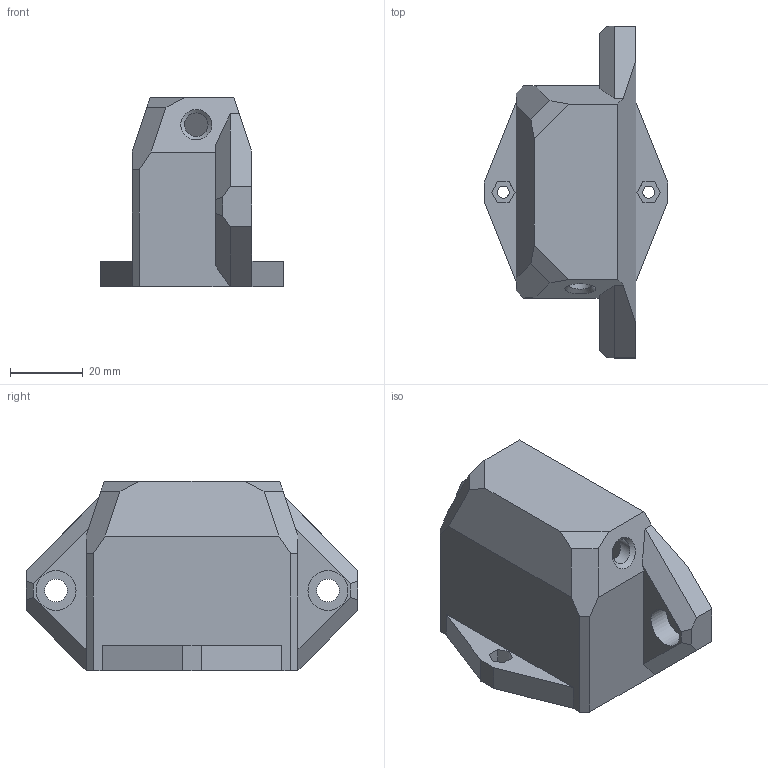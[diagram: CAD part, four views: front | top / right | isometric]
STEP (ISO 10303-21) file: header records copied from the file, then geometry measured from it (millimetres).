
FILE_DESCRIPTION(/* description */ (''),/* implementation_level */ '2;1');
FILE_NAME(/* name */ '3030_iec_mount.step',/* time_stamp */ '2022-10-19T15:56:04+01:00',/* author */ (''),/* organization */ (''),/* preprocessor_version */ 'ST-DEVELOPER v19',/* originating_system */ 'Autodesk Translation Framework v11.7.0.108',/* authorisation */ '');
FILE_SCHEMA (('AUTOMOTIVE_DESIGN { 1 0 10303 214 3 1 1 }'));
Length unit declared in the file: millimetre
Products named in the file (1): 3030_iec_mount
Bounding box: 50.5 x 91.3 x 52 mm (x, y, z)
Volume: 38687.8 mm3; surface area: 22222.8 mm2
Topology: 1 solids, 1 shells, 76 faces, 205 edges, 136 vertices
Faces by surface type: plane 67, cylinder 7, bspline 2
Full cylindrical faces by diameter (mm): 3.3 x2, 6.3 x2, 11 x2
Entity records: 2542 total; most frequent: CARTESIAN_POINT 580, ORIENTED_EDGE 410, DIRECTION 361, EDGE_CURVE 205, LINE 187, VECTOR 187, VERTEX_POINT 136, EDGE_LOOP 91
